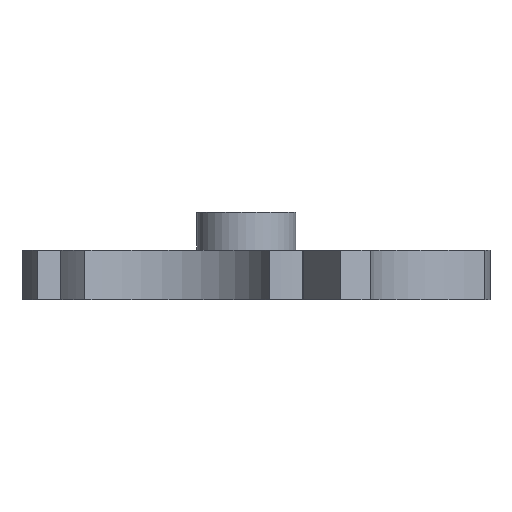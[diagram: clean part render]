
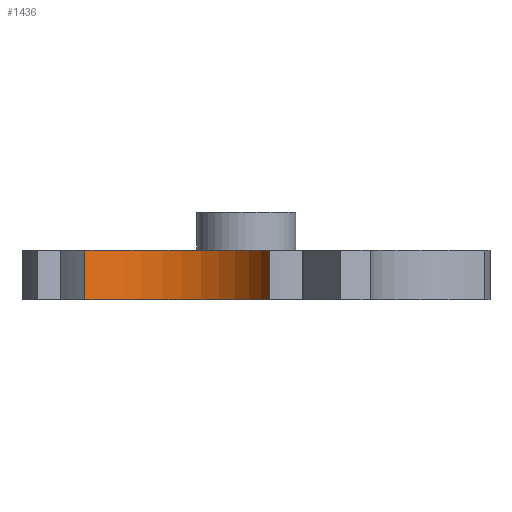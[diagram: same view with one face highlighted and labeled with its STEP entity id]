
A CAD part, front view. The second image highlights one B-rep face of the part: STEP entity #1436.
In plain terms, the highlighted cylindrical face has radius 16.002 mm (diameter 32.004 mm), a partial arc.
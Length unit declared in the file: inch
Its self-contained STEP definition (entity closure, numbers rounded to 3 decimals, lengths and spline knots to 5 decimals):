
#57 = CARTESIAN_POINT ( 'NONE',  ( -0.47249, -1.45417, 0.25 ) ) ;
#83 = DIRECTION ( 'NONE',  ( 0., 0., -1. ) ) ;
#87 = VERTEX_POINT ( 'NONE', #293 ) ;
#95 = VECTOR ( 'NONE', #83, 39.37008 ) ;
#113 = EDGE_CURVE ( 'NONE', #913, #1367, #392, .T. ) ;
#128 = CARTESIAN_POINT ( 'NONE',  ( -0.81663, -0.92647, 0. ) ) ;
#139 = ORIENTED_EDGE ( 'NONE', *, *, #222, .T. ) ;
#222 = EDGE_CURVE ( 'NONE', #87, #913, #960, .T. ) ;
#280 = AXIS2_PLACEMENT_3D ( 'NONE', #497, #1278, #945 ) ;
#293 = CARTESIAN_POINT ( 'NONE',  ( -0.81663, -0.92647, 0.25 ) ) ;
#374 = EDGE_CURVE ( 'NONE', #1169, #1367, #1352, .T. ) ;
#392 = CIRCLE ( 'NONE', #280, 0.63 ) ;
#453 = EDGE_LOOP ( 'NONE', ( #472, #1261, #1296, #139 ) ) ;
#472 = ORIENTED_EDGE ( 'NONE', *, *, #113, .T. ) ;
#497 = CARTESIAN_POINT ( 'NONE',  ( -0.47249, -1.45417, 0. ) ) ;
#594 = CARTESIAN_POINT ( 'NONE',  ( 0.1161, -1.22953, 0. ) ) ;
#609 = CARTESIAN_POINT ( 'NONE',  ( -0.47249, -1.45417, 0.25 ) ) ;
#693 = FACE_OUTER_BOUND ( 'NONE', #453, .T. ) ;
#707 = AXIS2_PLACEMENT_3D ( 'NONE', #57, #944, #861 ) ;
#861 = DIRECTION ( 'NONE',  ( -0.809, -0.588, 0. ) ) ;
#913 = VERTEX_POINT ( 'NONE', #128 ) ;
#941 = CYLINDRICAL_SURFACE ( 'NONE', #1046, 0.63 ) ;
#944 = DIRECTION ( 'NONE',  ( 0., 0., -1. ) ) ;
#945 = DIRECTION ( 'NONE',  ( -0.809, -0.588, 0. ) ) ;
#960 = LINE ( 'NONE', #1193, #95 ) ;
#1046 = AXIS2_PLACEMENT_3D ( 'NONE', #609, #1064, #1387 ) ;
#1064 = DIRECTION ( 'NONE',  ( 0., 0., -1. ) ) ;
#1065 = CARTESIAN_POINT ( 'NONE',  ( 0.1161, -1.22953, 0.25 ) ) ;
#1110 = EDGE_CURVE ( 'NONE', #87, #1169, #1333, .T. ) ;
#1133 = CARTESIAN_POINT ( 'NONE',  ( 0.1161, -1.22953, 0.25 ) ) ;
#1169 = VERTEX_POINT ( 'NONE', #1065 ) ;
#1193 = CARTESIAN_POINT ( 'NONE',  ( -0.81663, -0.92647, 0.25 ) ) ;
#1241 = VECTOR ( 'NONE', #1357, 39.37008 ) ;
#1261 = ORIENTED_EDGE ( 'NONE', *, *, #374, .F. ) ;
#1278 = DIRECTION ( 'NONE',  ( 0., 0., -1. ) ) ;
#1296 = ORIENTED_EDGE ( 'NONE', *, *, #1110, .F. ) ;
#1333 = CIRCLE ( 'NONE', #707, 0.63 ) ;
#1352 = LINE ( 'NONE', #1133, #1241 ) ;
#1357 = DIRECTION ( 'NONE',  ( 0., 0., -1. ) ) ;
#1367 = VERTEX_POINT ( 'NONE', #594 ) ;
#1387 = DIRECTION ( 'NONE',  ( -1., 0., 0. ) ) ;
#1436 = ADVANCED_FACE ( 'NONE', ( #693 ), #941, .F. ) ;
